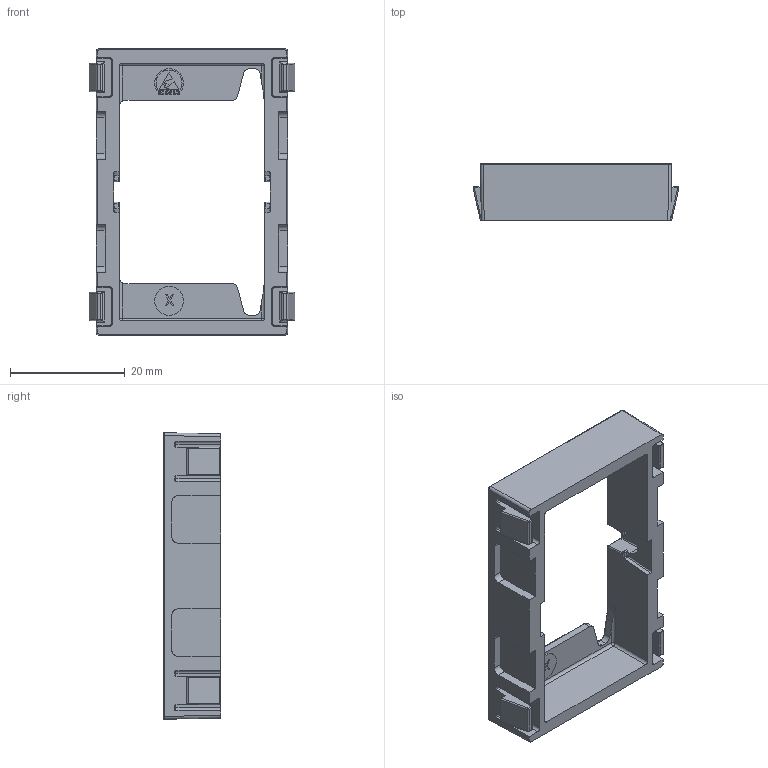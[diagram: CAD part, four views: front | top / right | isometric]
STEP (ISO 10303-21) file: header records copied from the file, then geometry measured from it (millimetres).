
FILE_DESCRIPTION (( 'STEP AP203' ), '1' );
FILE_NAME ('062ACR2891ESD.50.STEP', '2015-09-11T13:40:29', ( 'Fath' ), ( 'Hewlett-Packard Company' ), 'SwSTEP 2.0', 'SolidWorks 2014', '' );
FILE_SCHEMA (( 'CONFIG_CONTROL_DESIGN' ));
Length unit declared in the file: millimetre
Products named in the file (1): 062ACR2891ESD.50
Bounding box: 35.9 x 10 x 49.99 mm (x, y, z)
Volume: 4543.1 mm3; surface area: 5361.8 mm2
Topology: 1 solids, 1 shells, 474 faces, 1237 edges, 737 vertices
Faces by surface type: plane 202, cylinder 172, sphere 38, bspline 38, torus 24
Entity records: 14771 total; most frequent: CARTESIAN_POINT 3677, ORIENTED_EDGE 2402, DIRECTION 2210, EDGE_CURVE 1201, LINE 758, VECTOR 758, VERTEX_POINT 737, AXIS2_PLACEMENT_3D 726
